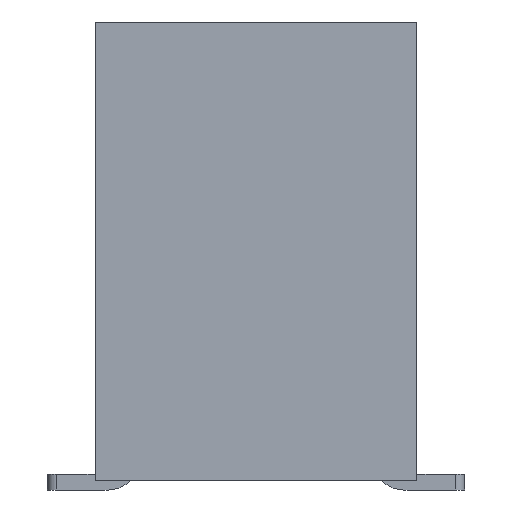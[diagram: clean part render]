
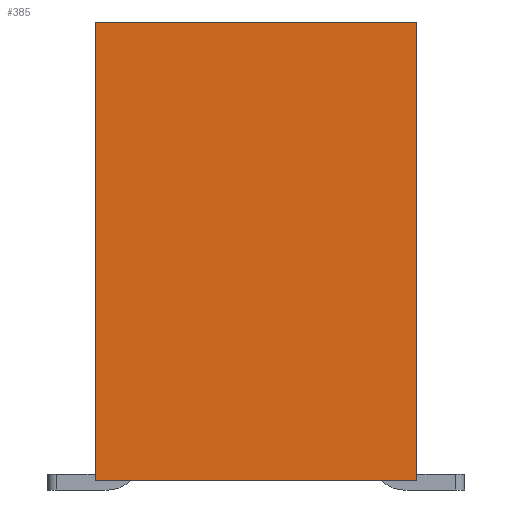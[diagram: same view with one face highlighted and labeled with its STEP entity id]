
A CAD part, left-side view. The second image highlights one B-rep face of the part: STEP entity #385.
In plain terms, the highlighted planar face has unit normal (-1, 0, 0).
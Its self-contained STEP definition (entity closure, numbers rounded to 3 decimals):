
#385=ADVANCED_FACE('',(#1825),#1119,.T.);
#1119=PLANE('',#14226);
#1825=FACE_OUTER_BOUND('',#2613,.T.);
#2613=EDGE_LOOP('',(#3826,#3827,#3828,#3829));
#3826=ORIENTED_EDGE('',*,*,#9082,.T.);
#3827=ORIENTED_EDGE('',*,*,#9033,.T.);
#3828=ORIENTED_EDGE('',*,*,#9108,.F.);
#3829=ORIENTED_EDGE('',*,*,#9109,.T.);
#7735=VERTEX_POINT('',#19623);
#7737=VERTEX_POINT('',#19627);
#7778=VERTEX_POINT('',#19719);
#7798=VERTEX_POINT('',#19766);
#9033=EDGE_CURVE('',#7735,#7737,#11033,.T.);
#9082=EDGE_CURVE('',#7778,#7735,#11082,.T.);
#9108=EDGE_CURVE('',#7798,#7737,#11108,.T.);
#9109=EDGE_CURVE('',#7798,#7778,#11109,.T.);
#11033=LINE('',#19628,#12809);
#11082=LINE('',#19718,#12858);
#11108=LINE('',#19765,#12884);
#11109=LINE('',#19767,#12885);
#12809=VECTOR('',#15572,1.);
#12858=VECTOR('',#15623,1.);
#12884=VECTOR('',#15651,1.);
#12885=VECTOR('',#15652,1.);
#14226=AXIS2_PLACEMENT_3D('',#19768,#15653,#15654);
#15572=DIRECTION('',(0.,1.,0.));
#15623=DIRECTION('',(0.,0.,1.));
#15651=DIRECTION('',(0.,0.,1.));
#15652=DIRECTION('',(0.,-1.,0.));
#15653=DIRECTION('',(-1.,0.,0.));
#15654=DIRECTION('',(0.,0.,1.));
#19623=CARTESIAN_POINT('',(0.,0.,6.8));
#19627=CARTESIAN_POINT('',(0.,5.08,6.8));
#19628=CARTESIAN_POINT('',(0.,2.54,6.8));
#19718=CARTESIAN_POINT('',(0.,0.,0.));
#19719=CARTESIAN_POINT('',(0.,0.,-0.45));
#19765=CARTESIAN_POINT('',(0.,5.08,0.));
#19766=CARTESIAN_POINT('',(0.,5.08,-0.45));
#19767=CARTESIAN_POINT('',(0.,5.08,-0.45));
#19768=CARTESIAN_POINT('',(0.,2.54,0.));
